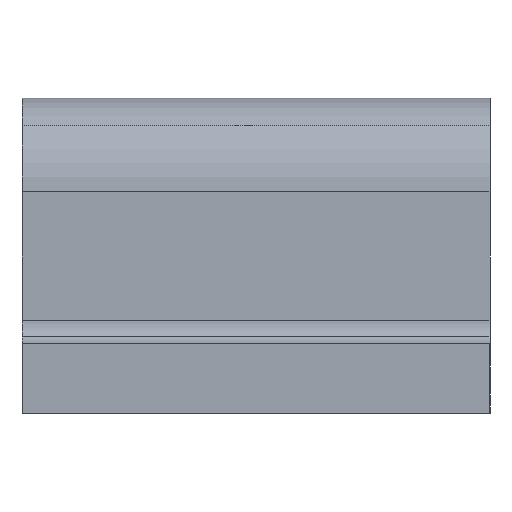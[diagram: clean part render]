
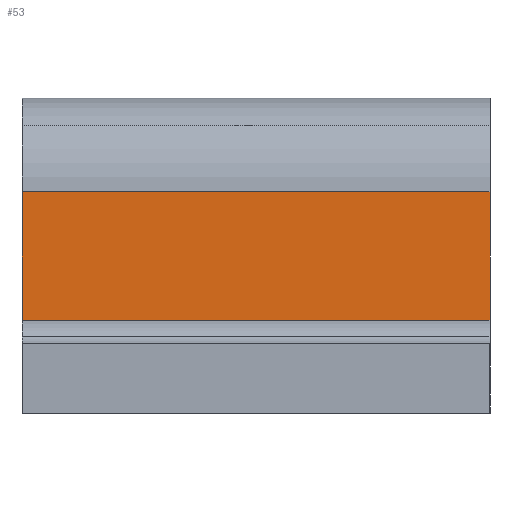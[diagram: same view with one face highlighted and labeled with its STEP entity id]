
A CAD part, left-side view. The second image highlights one B-rep face of the part: STEP entity #53.
In plain terms, the highlighted planar face has unit normal (-1, 0, 0).
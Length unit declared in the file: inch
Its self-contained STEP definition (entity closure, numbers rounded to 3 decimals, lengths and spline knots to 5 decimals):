
#53=ADVANCED_FACE('',(#118),#119,.T.);
#118=FACE_OUTER_BOUND('',#196,.T.);
#119=PLANE('',#197);
#196=EDGE_LOOP('',(#295,#296,#297,#298));
#197=AXIS2_PLACEMENT_3D('',#299,#300,#301);
#295=ORIENTED_EDGE('',*,*,#494,.F.);
#296=ORIENTED_EDGE('',*,*,#478,.T.);
#297=ORIENTED_EDGE('',*,*,#495,.F.);
#298=ORIENTED_EDGE('',*,*,#496,.T.);
#299=CARTESIAN_POINT('',(-1.06299,0.7874,-0.59055));
#300=DIRECTION('',(-1.0,0.,0.));
#301=DIRECTION('',(0.,-1.0,0.0));
#478=EDGE_CURVE('',#570,#568,#571,.T.);
#494=EDGE_CURVE('',#570,#599,#600,.T.);
#495=EDGE_CURVE('',#601,#568,#602,.T.);
#496=EDGE_CURVE('',#601,#599,#603,.T.);
#568=VERTEX_POINT('',#696);
#570=VERTEX_POINT('',#698);
#571=LINE('',#699,#700);
#599=VERTEX_POINT('',#734);
#600=LINE('',#735,#736);
#601=VERTEX_POINT('',#737);
#602=LINE('',#738,#739);
#603=LINE('',#740,#741);
#696=CARTESIAN_POINT('',(-1.06299,0.7874,-0.51181));
#698=CARTESIAN_POINT('',(-1.06299,0.7874,-0.07874));
#699=CARTESIAN_POINT('',(-1.06299,0.7874,0.23622));
#700=VECTOR('',#849,0.3937);
#734=CARTESIAN_POINT('',(-1.06299,-0.7874,-0.07874));
#735=CARTESIAN_POINT('',(-1.06299,0.7874,-0.07874));
#736=VECTOR('',#877,0.3937);
#737=CARTESIAN_POINT('',(-1.06299,-0.7874,-0.51181));
#738=CARTESIAN_POINT('',(-1.06299,0.7874,-0.51181));
#739=VECTOR('',#878,0.3937);
#740=CARTESIAN_POINT('',(-1.06299,-0.7874,0.23622));
#741=VECTOR('',#879,0.3937);
#849=DIRECTION('',(0.,0.,-1.0));
#877=DIRECTION('',(0.,-1.0,0.0));
#878=DIRECTION('',(0.,1.0,0.0));
#879=DIRECTION('',(0.,0.,1.0));
